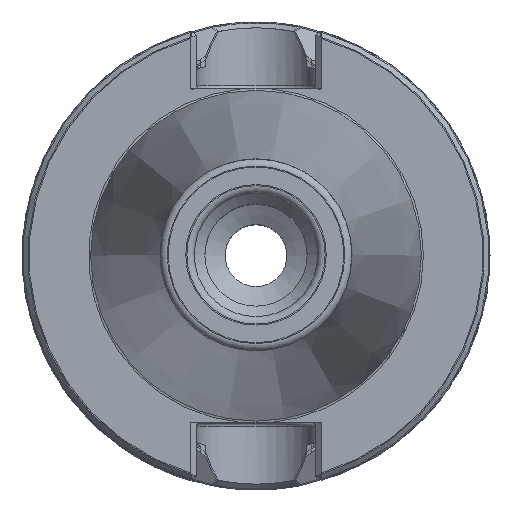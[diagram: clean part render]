
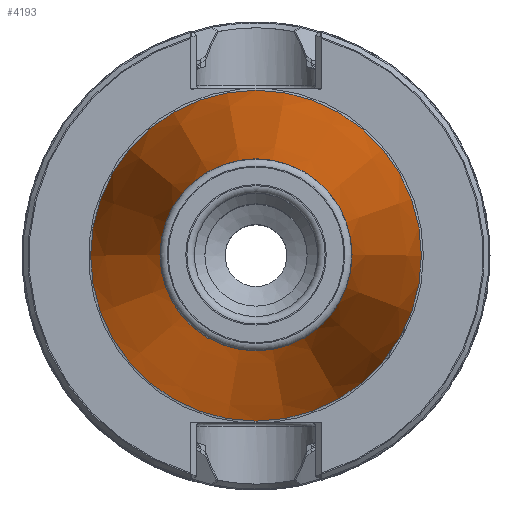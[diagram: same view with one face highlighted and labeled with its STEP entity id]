
A CAD part, top view. The second image highlights one B-rep face of the part: STEP entity #4193.
In plain terms, the highlighted conical face has half-angle 8.297 degrees and reference radius 12.867 mm.
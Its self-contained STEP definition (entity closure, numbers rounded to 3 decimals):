
#462=CONICAL_SURFACE('',#4510,12.867,0.145);
#998=ORIENTED_EDGE('',*,*,#1548,.T.);
#999=ORIENTED_EDGE('',*,*,#1549,.T.);
#1548=EDGE_CURVE('',#1879,#1879,#2084,.F.);
#1549=EDGE_CURVE('',#1880,#1880,#2085,.T.);
#1879=VERTEX_POINT('',#6223);
#1880=VERTEX_POINT('',#6226);
#2084=CIRCLE('',#4509,12.992);
#2085=CIRCLE('',#4511,22.375);
#2319=EDGE_LOOP('',(#998));
#2320=EDGE_LOOP('',(#999));
#2593=FACE_BOUND('',#2319,.T.);
#2594=FACE_BOUND('',#2320,.T.);
#4193=ADVANCED_FACE('',(#2593,#2594),#462,.T.);
#4509=AXIS2_PLACEMENT_3D('',#6222,#5178,#5179);
#4510=AXIS2_PLACEMENT_3D('',#6224,#5180,#5181);
#4511=AXIS2_PLACEMENT_3D('',#6225,#5182,#5183);
#5178=DIRECTION('',(0.,0.,1.));
#5179=DIRECTION('',(1.,0.,0.));
#5180=DIRECTION('',(0.,0.,-1.));
#5181=DIRECTION('',(-1.,0.,0.));
#5182=DIRECTION('',(0.,0.,1.));
#5183=DIRECTION('',(1.,0.,0.));
#6222=CARTESIAN_POINT('',(0.,0.,64.744));
#6223=CARTESIAN_POINT('',(12.992,0.,64.744));
#6224=CARTESIAN_POINT('',(0.,0.,65.6));
#6225=CARTESIAN_POINT('',(0.,0.,0.4));
#6226=CARTESIAN_POINT('',(22.375,0.,0.4));
